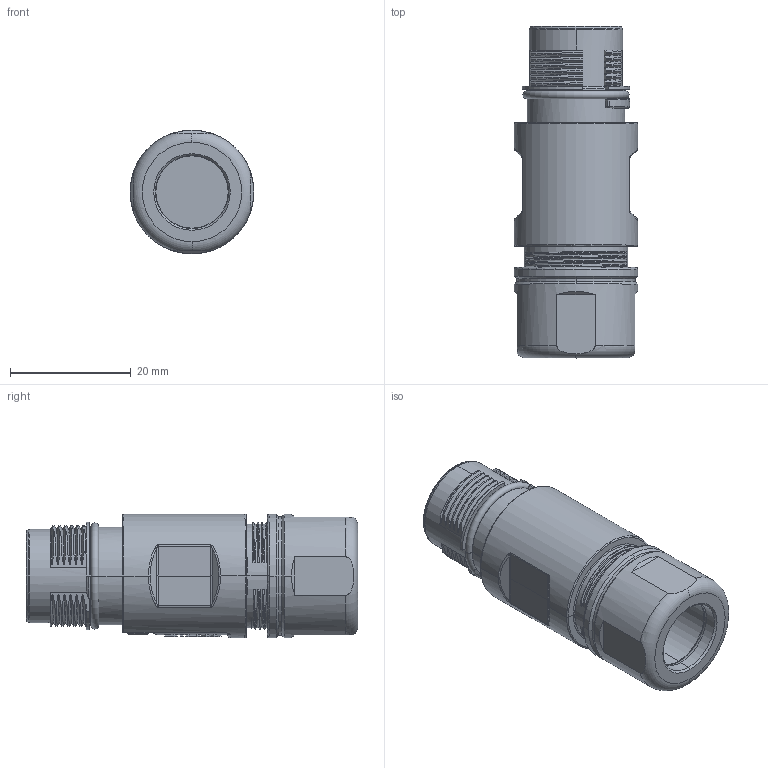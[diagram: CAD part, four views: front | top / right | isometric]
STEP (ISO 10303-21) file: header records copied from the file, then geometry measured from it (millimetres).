
FILE_DESCRIPTION((''),'2;1');
FILE_NAME('1650127002503_01-M17-_SW0001','2023-09-21T',('lian.chen'),(''),'PRO/ENGINEER BY PARAMETRIC TECHNOLOGY CORPORATION, 2012480','PRO/ENGINEER BY PARAMETRIC TECHNOLOGY CORPORATION, 2012480','');
FILE_SCHEMA(('CONFIG_CONTROL_DESIGN'));
Length unit declared in the file: millimetre
Products named in the file (1): 1650127002503_01-M17-_SW0001
Bounding box: 20.51 x 55.05 x 20.5 mm (x, y, z)
Volume: 13022.1 mm3; surface area: 6346.5 mm2
Topology: 1 solids, 1 shells, 731 faces, 2009 edges, 1319 vertices
Faces by surface type: cylinder 249, plane 195, cone 172, torus 76, bspline 33, sphere 6
Entity records: 27627 total; most frequent: CARTESIAN_POINT 9744, ORIENTED_EDGE 4006, DIRECTION 3438, EDGE_CURVE 2003, AXIS2_PLACEMENT_3D 1367, VERTEX_POINT 1319, EDGE_LOOP 776, FACE_OUTER_BOUND 731
